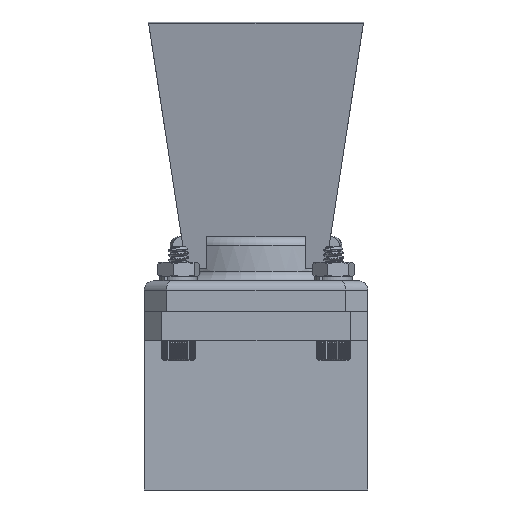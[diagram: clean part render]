
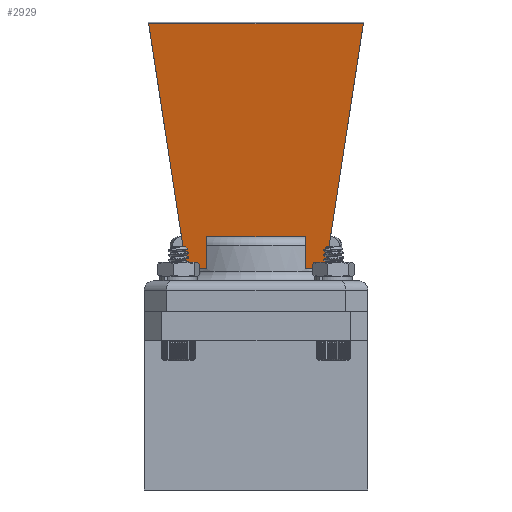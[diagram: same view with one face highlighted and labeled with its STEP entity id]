
A CAD part, front view. The second image highlights one B-rep face of the part: STEP entity #2929.
In plain terms, the highlighted face is planar.
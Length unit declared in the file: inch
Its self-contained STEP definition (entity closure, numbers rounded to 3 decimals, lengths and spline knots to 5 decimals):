
#1010 = VERTEX_POINT ( 'NONE', #4217 ) ;
#1033 = CARTESIAN_POINT ( 'NONE',  ( 0.332, 0.43952, 0.27554 ) ) ;
#1035 = EDGE_LOOP ( 'NONE', ( #15179, #10373, #6367, #8375, #6158, #9039, #11869, #8539 ) ) ;
#1444 = VECTOR ( 'NONE', #13438, 39.37008 ) ;
#1498 = LINE ( 'NONE', #6612, #9375 ) ;
#1954 = FACE_OUTER_BOUND ( 'NONE', #1035, .T. ) ;
#1967 = EDGE_CURVE ( 'NONE', #12573, #9876, #13440, .T. ) ;
#2134 = VERTEX_POINT ( 'NONE', #12944 ) ;
#2644 = CARTESIAN_POINT ( 'NONE',  ( 2.2942, 1.92923, 0.52106 ) ) ;
#2903 = DIRECTION ( 'NONE',  ( 1., 0., 0. ) ) ;
#2929 = ADVANCED_FACE ( 'NONE', ( #1954 ), #12580, .F. ) ;
#2950 = CARTESIAN_POINT ( 'NONE',  ( 0.467, 0.2835, 0.24983 ) ) ;
#3320 = DIRECTION ( 'NONE',  ( 0., -0.987, -0.163 ) ) ;
#3708 = EDGE_CURVE ( 'NONE', #14561, #12573, #11323, .T. ) ;
#3899 = VECTOR ( 'NONE', #6161, 39.37008 ) ;
#4217 = CARTESIAN_POINT ( 'NONE',  ( -0.332, 0.2835, 0.24983 ) ) ;
#4384 = DIRECTION ( 'NONE',  ( 0., 0.987, 0.163 ) ) ;
#4553 = CARTESIAN_POINT ( 'NONE',  ( -0.332, 0.2835, 0.24983 ) ) ;
#4564 = LINE ( 'NONE', #7215, #8663 ) ;
#4910 = EDGE_CURVE ( 'NONE', #2134, #14539, #9313, .T. ) ;
#5095 = VECTOR ( 'NONE', #8792, 39.37008 ) ;
#5307 = EDGE_CURVE ( 'NONE', #14539, #6449, #14005, .T. ) ;
#5435 = CARTESIAN_POINT ( 'NONE',  ( 0.332, 0.2835, 0.24983 ) ) ;
#5690 = EDGE_CURVE ( 'NONE', #6794, #2134, #1498, .T. ) ;
#5760 = LINE ( 'NONE', #4553, #1444 ) ;
#6158 = ORIENTED_EDGE ( 'NONE', *, *, #4910, .T. ) ;
#6161 = DIRECTION ( 'NONE',  ( 0.15, -0.976, -0.161 ) ) ;
#6218 = CARTESIAN_POINT ( 'NONE',  ( -0.467, 0.2835, 0.24983 ) ) ;
#6367 = ORIENTED_EDGE ( 'NONE', *, *, #11602, .T. ) ;
#6449 = VERTEX_POINT ( 'NONE', #2950 ) ;
#6612 = CARTESIAN_POINT ( 'NONE',  ( -1.09795, 0.5, 0.28551 ) ) ;
#6794 = VERTEX_POINT ( 'NONE', #11365 ) ;
#7215 = CARTESIAN_POINT ( 'NONE',  ( 0.75583, 2.15979, 0.55905 ) ) ;
#7284 = CARTESIAN_POINT ( 'NONE',  ( -0.75583, 2.15979, 0.55905 ) ) ;
#8361 = EDGE_CURVE ( 'NONE', #9876, #1010, #5760, .T. ) ;
#8375 = ORIENTED_EDGE ( 'NONE', *, *, #5690, .T. ) ;
#8539 = ORIENTED_EDGE ( 'NONE', *, *, #3708, .T. ) ;
#8663 = VECTOR ( 'NONE', #15915, 39.37008 ) ;
#8792 = DIRECTION ( 'NONE',  ( -1., 0., 0. ) ) ;
#9039 = ORIENTED_EDGE ( 'NONE', *, *, #5307, .T. ) ;
#9313 = LINE ( 'NONE', #1033, #13631 ) ;
#9375 = VECTOR ( 'NONE', #10089, 39.37008 ) ;
#9876 = VERTEX_POINT ( 'NONE', #6218 ) ;
#10089 = DIRECTION ( 'NONE',  ( 1., 0., 0. ) ) ;
#10282 = CARTESIAN_POINT ( 'NONE',  ( -0.332, 0.43952, 0.27554 ) ) ;
#10373 = ORIENTED_EDGE ( 'NONE', *, *, #8361, .T. ) ;
#10589 = CARTESIAN_POINT ( 'NONE',  ( 0.72034, 1.92923, 0.52106 ) ) ;
#10671 = CARTESIAN_POINT ( 'NONE',  ( 0.332, 0.2835, 0.24983 ) ) ;
#10758 = AXIS2_PLACEMENT_3D ( 'NONE', #14348, #11831, #4384 ) ;
#11323 = LINE ( 'NONE', #2644, #5095 ) ;
#11365 = CARTESIAN_POINT ( 'NONE',  ( -0.332, 0.5, 0.28551 ) ) ;
#11602 = EDGE_CURVE ( 'NONE', #1010, #6794, #11747, .T. ) ;
#11735 = VECTOR ( 'NONE', #12870, 39.37008 ) ;
#11747 = LINE ( 'NONE', #10282, #11735 ) ;
#11831 = DIRECTION ( 'NONE',  ( 0., 0.163, -0.987 ) ) ;
#11869 = ORIENTED_EDGE ( 'NONE', *, *, #15397, .F. ) ;
#12573 = VERTEX_POINT ( 'NONE', #15890 ) ;
#12580 = PLANE ( 'NONE',  #10758 ) ;
#12870 = DIRECTION ( 'NONE',  ( 0., 0.987, 0.163 ) ) ;
#12944 = CARTESIAN_POINT ( 'NONE',  ( 0.332, 0.5, 0.28551 ) ) ;
#13438 = DIRECTION ( 'NONE',  ( 1., 0., 0. ) ) ;
#13440 = LINE ( 'NONE', #7284, #3899 ) ;
#13631 = VECTOR ( 'NONE', #3320, 39.37008 ) ;
#14005 = LINE ( 'NONE', #5435, #14418 ) ;
#14348 = CARTESIAN_POINT ( 'NONE',  ( 2.2942, 1.92923, 0.52106 ) ) ;
#14418 = VECTOR ( 'NONE', #2903, 39.37008 ) ;
#14539 = VERTEX_POINT ( 'NONE', #10671 ) ;
#14561 = VERTEX_POINT ( 'NONE', #10589 ) ;
#15179 = ORIENTED_EDGE ( 'NONE', *, *, #1967, .T. ) ;
#15397 = EDGE_CURVE ( 'NONE', #14561, #6449, #4564, .T. ) ;
#15890 = CARTESIAN_POINT ( 'NONE',  ( -0.72034, 1.92923, 0.52106 ) ) ;
#15915 = DIRECTION ( 'NONE',  ( -0.15, -0.976, -0.161 ) ) ;
